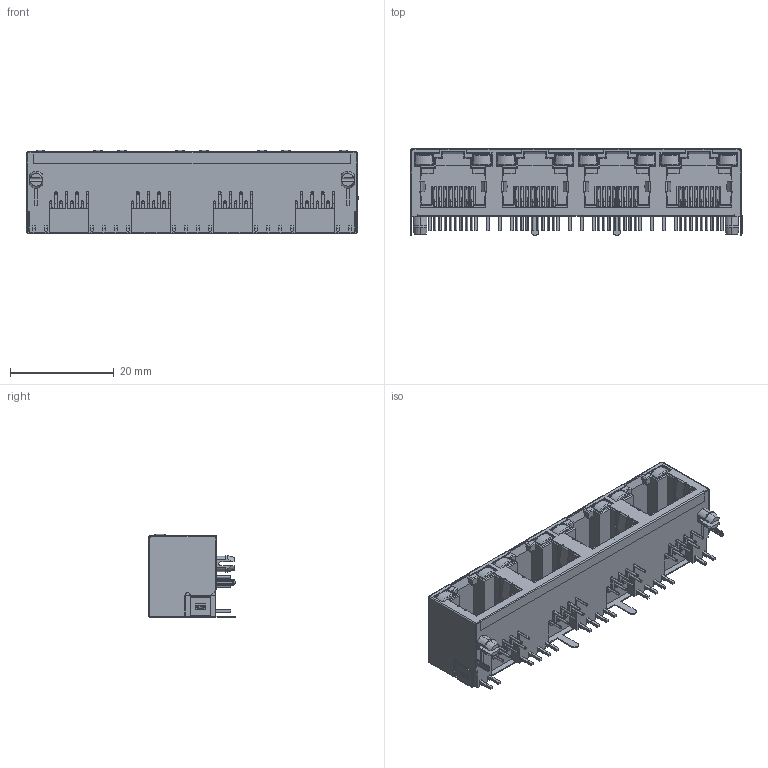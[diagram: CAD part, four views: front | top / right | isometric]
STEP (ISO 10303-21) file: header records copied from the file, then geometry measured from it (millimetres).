
FILE_DESCRIPTION (( 'STEP AP214' ), '1' );
FILE_NAME ('FRJ45011-4100K6K1200-REF .STEP', '2025-04-01T03:28:10', ( '' ), ( '' ), 'SwSTEP 2.0', 'SolidWorks 2021', '' );
FILE_SCHEMA (( 'AUTOMOTIVE_DESIGN' ));
Length unit declared in the file: millimetre
Products named in the file (1): FRJ45011-4100K6K1200-REF 
Bounding box: 64.05 x 16.75 x 16.1 mm (x, y, z)
Volume: 6252.5 mm3; surface area: 12799.5 mm2
Topology: 1 solids, 1 shells, 2663 faces, 7362 edges, 4529 vertices
Faces by surface type: plane 1885, cylinder 552, torus 192, cone 18, sphere 8, bspline 8
Entity records: 84120 total; most frequent: CARTESIAN_POINT 15480, ORIENTED_EDGE 14724, DIRECTION 13948, EDGE_CURVE 7362, VECTOR 5718, LINE 5718, VERTEX_POINT 4529, AXIS2_PLACEMENT_3D 4115
